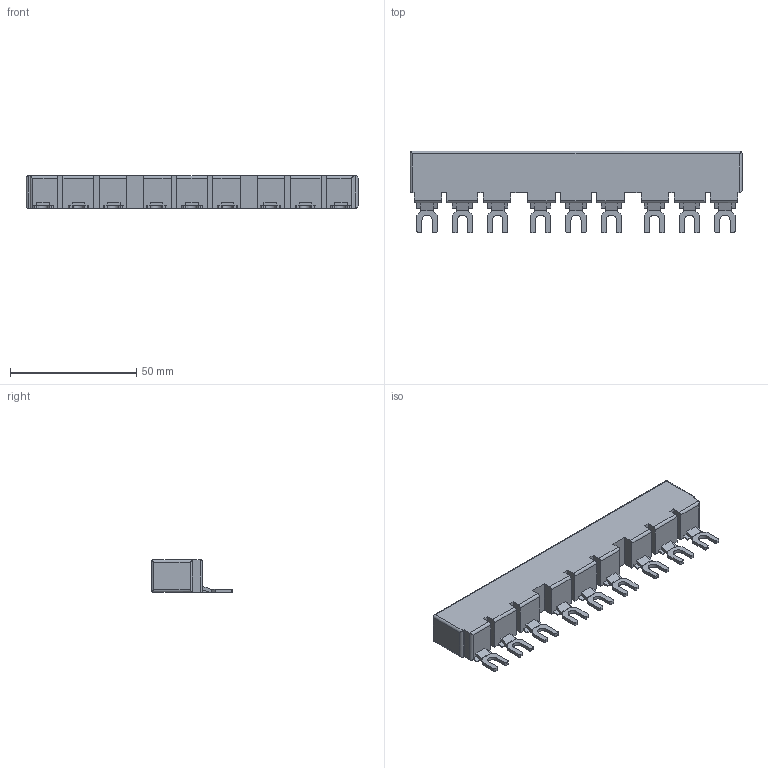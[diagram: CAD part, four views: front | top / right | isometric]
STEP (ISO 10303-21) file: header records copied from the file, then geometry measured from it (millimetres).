
FILE_DESCRIPTION(('FreeCAD Model'),'2;1');
FILE_NAME('3D-KT5-32-DB-45-3.step', '2020-05-01T14:35:14',('Author'),(''), 'Open CASCADE STEP processor 7.2','FreeCAD','Unknown');
FILE_SCHEMA(('AUTOMOTIVE_DESIGN { 1 0 10303 214 1 1 1 1 }'));
Length unit declared in the file: millimetre
Products named in the file (3): 10004776028_ASM; 10004776026; 10004776027008
Assembly tree (10 placements, depth 2):
  10004776028_ASM
    10004776026
    10004776027008  x9
Bounding box: 131.5 x 32.3 x 13 mm (x, y, z)
Volume: 33997.8 mm3; surface area: 11586.4 mm2
Topology: 10 solids, 10 shells, 297 faces, 825 edges, 548 vertices
Faces by surface type: plane 204, cylinder 93
Entity records: 9689 total; most frequent: CARTESIAN_POINT 2721, DIRECTION 1280, LINE 881, VECTOR 881, ORIENTED_EDGE 690, PCURVE 690, DEFINITIONAL_REPRESENTATION 690, EDGE_CURVE 345
